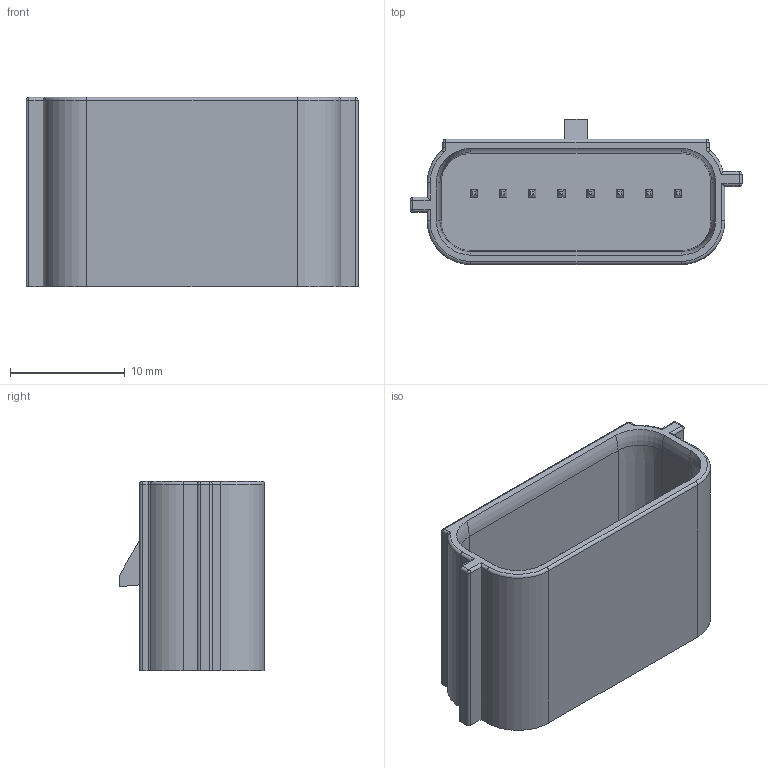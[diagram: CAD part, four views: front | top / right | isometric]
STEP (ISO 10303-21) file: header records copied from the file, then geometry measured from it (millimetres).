
FILE_DESCRIPTION(('CoCreate Modeling STEP Export'),'2;1');
FILE_NAME('064-S-008-1-C02.step','2014-08-29T11:10:55',(''),(''),'CoCreate Modeling STEP processor for AP214 (Solid Model)','CoCreate Modeling 17.0B 09-Oct-2010 (C) Parametric Technology GmbH','');
FILE_SCHEMA(('AUTOMOTIVE_DESIGN { 1 0 10303 214 1 1 1 1 }'));
Length unit declared in the file: millimetre
Products named in the file (2): 064-S-008-1-C02
Assembly tree (1 placements, depth 2):
  064-S-008-1-C02
    064-S-008-1-C02
Bounding box: 28.95 x 12.65 x 16.5 mm (x, y, z)
Volume: 1883.6 mm3; surface area: 2731.1 mm2
Topology: 1 solids, 1 shells, 146 faces, 335 edges, 197 vertices
Faces by surface type: plane 97, cylinder 29, torus 10, sphere 6, cone 4
Entity records: 4042 total; most frequent: DIRECTION 700, CARTESIAN_POINT 694, ORIENTED_EDGE 662, EDGE_CURVE 331, VECTOR 256, LINE 256, AXIS2_PLACEMENT_3D 222, VERTEX_POINT 197
